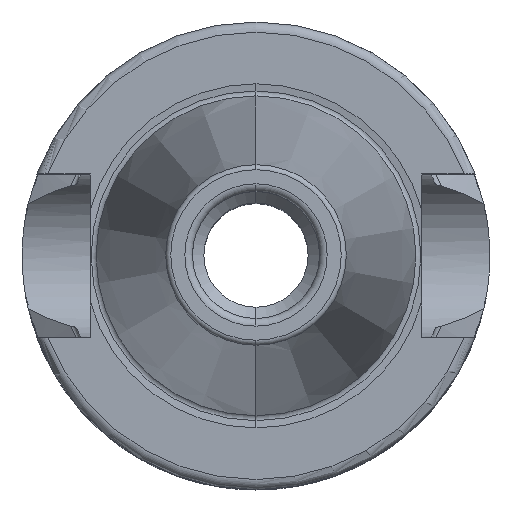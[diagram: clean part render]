
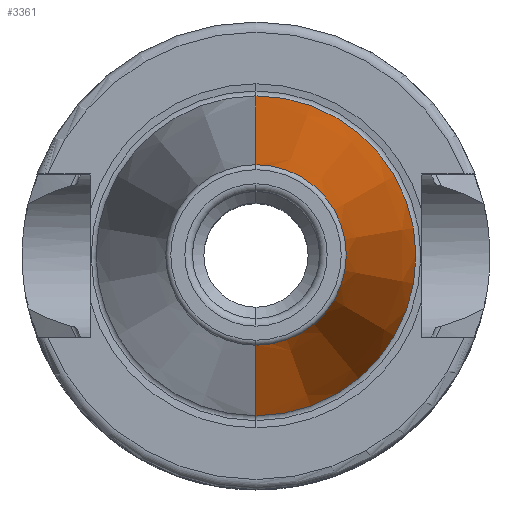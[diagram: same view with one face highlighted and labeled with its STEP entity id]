
A CAD part, top view. The second image highlights one B-rep face of the part: STEP entity #3361.
In plain terms, the highlighted conical face has half-angle 8.297 degrees and reference radius 12.304 mm.
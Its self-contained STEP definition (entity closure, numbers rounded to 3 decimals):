
#1437=CARTESIAN_POINT('',(0,0,69.972));
#1438=DIRECTION('',(0,0,1));
#1439=DIRECTION('',(0,-1,0));
#1440=AXIS2_PLACEMENT_3D('',#1437,#1438,#1439);
#1442=CARTESIAN_POINT('',(0,0,23));
#1443=DIRECTION('',(0,0,-1));
#1444=DIRECTION('',(0,1,0));
#1445=AXIS2_PLACEMENT_3D('',#1442,#1443,#1444);
#1586=DIRECTION('',(0.,0.144,0.99));
#1587=VECTOR('',#1586,47.469);
#1588=CARTESIAN_POINT('',(0,-15.729,23));
#1589=LINE('',#1588,#1587);
#1595=DIRECTION('',(0.,-0.144,0.99));
#1596=VECTOR('',#1595,47.469);
#1597=CARTESIAN_POINT('',(0,15.729,23));
#1598=LINE('',#1597,#1596);
#1698=CARTESIAN_POINT('',(0,15.729,23));
#1700=VERTEX_POINT('',#1698);
#1714=CARTESIAN_POINT('',(0,-15.729,23));
#1716=VERTEX_POINT('',#1714);
#1741=CARTESIAN_POINT('',(0,8.879,69.972));
#1742=CARTESIAN_POINT('',(0,-8.879,69.972));
#1743=VERTEX_POINT('',#1741);
#1744=VERTEX_POINT('',#1742);
#3347=CARTESIAN_POINT('',(0,0,46.486));
#3348=DIRECTION('',(0,0,-1));
#3349=DIRECTION('',(0,-1,0));
#3350=AXIS2_PLACEMENT_3D('',#3347,#3348,#3349);
#3351=CONICAL_SURFACE('',#3350,12.304,8.297);
#3353=ORIENTED_EDGE('',*,*,#3352,.T.);
#3355=ORIENTED_EDGE('',*,*,#3354,.F.);
#3356=ORIENTED_EDGE('',*,*,#3342,.T.);
#3358=ORIENTED_EDGE('',*,*,#3357,.T.);
#3359=EDGE_LOOP('',(#3353,#3355,#3356,#3358));
#3360=FACE_OUTER_BOUND('',#3359,.F.);
#3361=ADVANCED_FACE('',(#3360),#3351,.T.);
#1441=CIRCLE('',#1440,8.879);
#1446=CIRCLE('',#1445,15.729);
#3342=EDGE_CURVE('',#1700,#1716,#1446,.T.);
#3352=EDGE_CURVE('',#1744,#1743,#1441,.T.);
#3354=EDGE_CURVE('',#1700,#1743,#1598,.T.);
#3357=EDGE_CURVE('',#1716,#1744,#1589,.T.);
